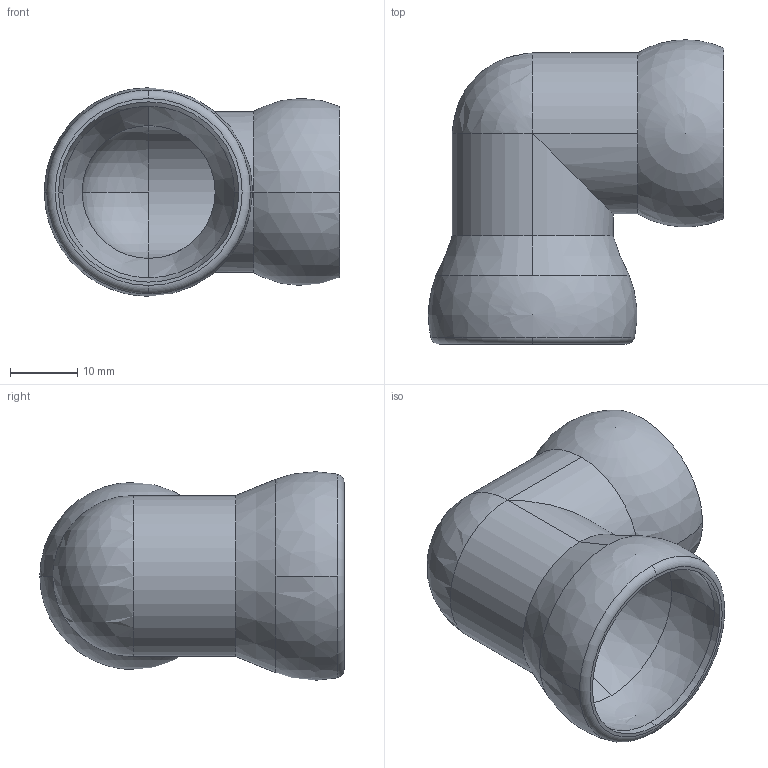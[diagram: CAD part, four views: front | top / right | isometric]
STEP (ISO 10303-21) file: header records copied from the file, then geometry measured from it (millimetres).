
FILE_DESCRIPTION (( 'STEP AP203' ), '1' );
FILE_NAME ('3-4 Elbow.STEP', '2005-02-04T21:24:39', ( 'mark lockwood' ), ( 'lockwood products inc.' ), 'SwSTEP 2.0', 'SolidWorks 2004146', '' );
FILE_SCHEMA (( 'CONFIG_CONTROL_DESIGN' ));
Length unit declared in the file: inch
Products named in the file (1): 3-4 Elbow
Bounding box: 43.87 x 45.2 x 30.99 mm (x, y, z)
Volume: 8588.7 mm3; surface area: 9114.8 mm2
Topology: 1 solids, 1 shells, 31 faces, 90 edges, 51 vertices
Faces by surface type: cylinder 10, sphere 9, cone 8, plane 2, torus 2
Entity records: 971 total; most frequent: DIRECTION 184, CARTESIAN_POINT 151, ORIENTED_EDGE 142, AXIS2_PLACEMENT_3D 83, EDGE_CURVE 71, CIRCLE 51, VERTEX_POINT 42, EDGE_LOOP 33
